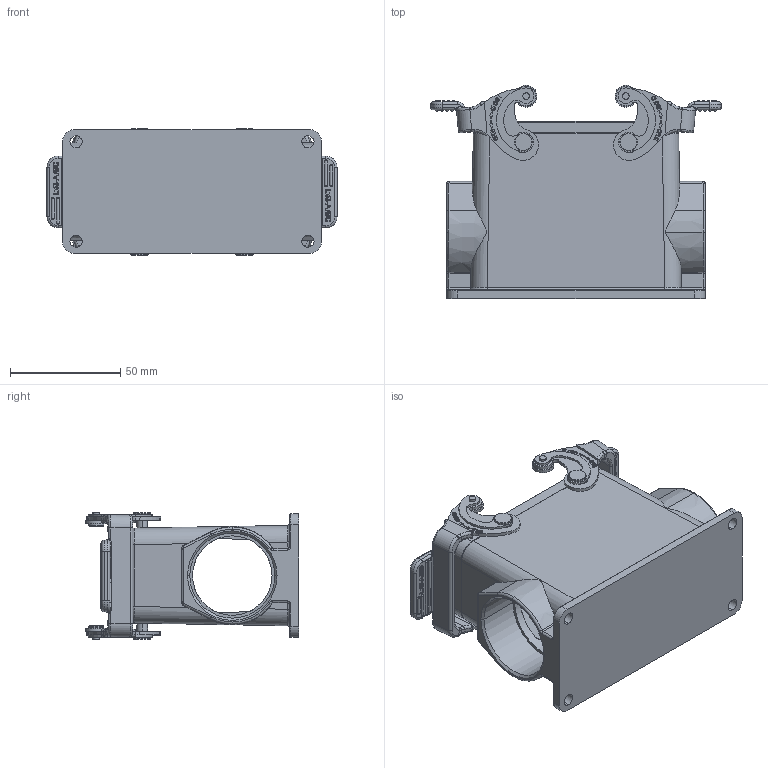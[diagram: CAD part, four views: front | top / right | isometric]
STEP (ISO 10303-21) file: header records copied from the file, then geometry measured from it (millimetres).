
FILE_DESCRIPTION((''),'2;1');
FILE_NAME('H16B-SFH-2L_SC','2017-09-30T',('dm.li'),(''),'PRO/ENGINEER BY PARAMETRIC TECHNOLOGY CORPORATION, 2012480','PRO/ENGINEER BY PARAMETRIC TECHNOLOGY CORPORATION, 2012480','');
FILE_SCHEMA(('AUTOMOTIVE_DESIGN { 1 0 10303 214 1 1 1 1 }'));
Products named in the file (1): H16B-SFH-2L_SC
Bounding box: 131.4 x 96.5 x 57.5 mm (x, y, z)
Volume: 146159.9 mm3; surface area: 67752.8 mm2
Topology: 1 solids, 5 shells, 1442 faces, 3892 edges, 2578 vertices
Faces by surface type: plane 650, cylinder 372, extrusion 160, bspline 100, torus 82, cone 46, sphere 32
Entity records: 65859 total; most frequent: CARTESIAN_POINT 21789, ORIENTED_EDGE 7716, DIRECTION 6800, EDGE_CURVE 3866, VERTEX_POINT 2578, AXIS2_PLACEMENT_3D 2319, VECTOR 2162, LINE 2002
